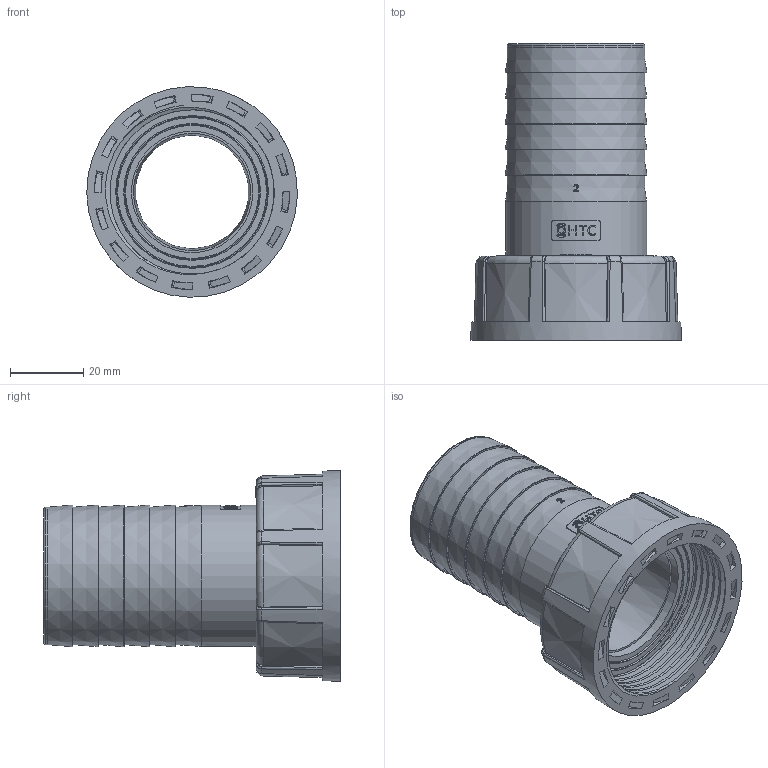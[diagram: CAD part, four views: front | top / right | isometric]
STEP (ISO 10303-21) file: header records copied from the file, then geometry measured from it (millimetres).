
FILE_DESCRIPTION(/* description */ (''),/* implementation_level */ '2;1');
FILE_NAME(/* name */ '11-2x38.stp',/* time_stamp */ '2025-03-31T20:35:52+08:00',/* author */ (''),/* organization */ (''),/* preprocessor_version */ 'ST-DEVELOPER v16.7',/* originating_system */ 'SIEMENS PLM Software NX 12.0',/* authorisation */ '');
FILE_SCHEMA (('AP203_CONFIGURATION_CONTROLLED_3D_DESIGN_OF_MECHANICAL_PARTS_AND_ASSEMBLIES_MIM_LF { 1 0 10303 403 2 1 2}'));
Length unit declared in the file: millimetre
Products named in the file (1): Admi2FC8DEE0zkk4
Bounding box: 57.45 x 81 x 57.45 mm (x, y, z)
Volume: 47256.7 mm3; surface area: 30428.4 mm2
Topology: 3 solids, 3 shells, 556 faces, 1463 edges, 969 vertices
Faces by surface type: plane 245, extrusion 110, cylinder 69, cone 51, bspline 50, torus 26, sphere 5
Full cylindrical faces by diameter (mm): 0.976 x1, 1.473 x1, 1.548 x1, 2.336 x1, 33.15 x1, 36.346 x1, 37.366 x1, 37.5 x1, 38.5 x1, 40.5 x1, 40.664 x1, 41.5 x1, 41.684 x1, 44.5 x1, 44.88 x1
Entity records: 21189 total; most frequent: CARTESIAN_POINT 8613, ORIENTED_EDGE 2808, DIRECTION 2012, EDGE_CURVE 1404, VERTEX_POINT 953, VECTOR 680, AXIS2_PLACEMENT_3D 666, EDGE_LOOP 657
